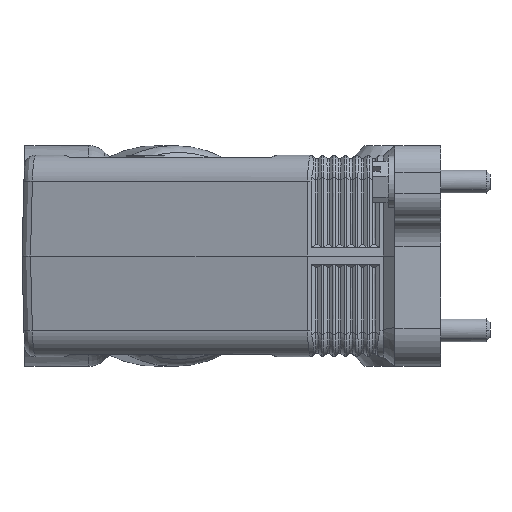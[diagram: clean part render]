
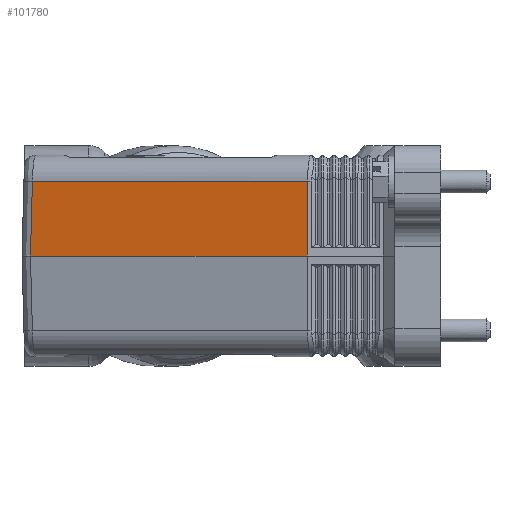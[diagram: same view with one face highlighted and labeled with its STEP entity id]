
A CAD part, left-side view. The second image highlights one B-rep face of the part: STEP entity #101780.
In plain terms, the highlighted planar face has unit normal (-0.966, 0.259, 0.026).
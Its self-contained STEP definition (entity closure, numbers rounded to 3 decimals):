
#101340=CARTESIAN_POINT('',(82.139,106.118,
-0.009));
#101350=DIRECTION('',(-0.966,0.259,
0.026));
#101360=DIRECTION('',(0.259,0.966,0.));
#101370=AXIS2_PLACEMENT_3D('',#101340,#101350,#101360);
#101380=PLANE('',#101370);
#101390=CARTESIAN_POINT('',(62.066,31.205,0.));
#101400=DIRECTION('',(-0.026,0.003,
-1.));
#101410=VECTOR('',#101400,1.);
#101420=LINE('',#101390,#101410);
#101430=CARTESIAN_POINT('',(61.9,31.226,
-6.317));
#101440=VERTEX_POINT('',#101430);
#101450=CARTESIAN_POINT('',(61.385,31.294,-26.));
#101460=VERTEX_POINT('',#101450);
#101470=EDGE_CURVE('',#101440,#101460,#101420,.T.);
#101480=ORIENTED_EDGE('',*,*,#101470,.F.);
#101490=CARTESIAN_POINT('',(53.,0.,-26.));
#101500=DIRECTION('',(-0.259,-0.966,0.));
#101510=VECTOR('',#101500,1.);
#101520=LINE('',#101490,#101510);
#101530=CARTESIAN_POINT('',(80.886,104.071,
-26.));
#101540=VERTEX_POINT('',#101530);
#101550=EDGE_CURVE('',#101540,#101460,#101520,.T.);
#101560=ORIENTED_EDGE('',*,*,#101550,.T.);
#101570=CARTESIAN_POINT('',(81.281,103.556,
-6.317));
#101580=CARTESIAN_POINT('',(81.279,103.559,
-6.438));
#101590=CARTESIAN_POINT('',(81.276,103.562,
-6.56));
#101600=CARTESIAN_POINT('',(81.147,103.731,
-12.999));
#101610=CARTESIAN_POINT('',(81.02,103.896,
-19.317));
#101620=CARTESIAN_POINT('',(80.89,104.065,
-25.757));
#101630=CARTESIAN_POINT('',(80.888,104.068,
-25.878));
#101640=CARTESIAN_POINT('',(80.886,104.071,
-26.));
#101650=B_SPLINE_CURVE_WITH_KNOTS('',3,(#101570,#101580,#101590,#101600,
#101610,#101620,#101630,#101640),.UNSPECIFIED.,.F.,.F.,(4,2,2,4),(0.,
0.365,19.329,19.694),.UNSPECIFIED.);
#101660=CARTESIAN_POINT('',(81.281,103.556,
-6.317));
#101670=VERTEX_POINT('',#101660);
#101680=EDGE_CURVE('',#101670,#101540,#101650,.T.);
#101690=ORIENTED_EDGE('',*,*,#101680,.T.);
#101700=CARTESIAN_POINT('',(54.019,1.811,
-6.317));
#101710=DIRECTION('',(0.259,0.966,0.));
#101720=VECTOR('',#101710,1.);
#101730=LINE('',#101700,#101720);
#101740=EDGE_CURVE('',#101440,#101670,#101730,.T.);
#101750=ORIENTED_EDGE('',*,*,#101740,.T.);
#101760=EDGE_LOOP('',(#101750,#101690,#101560,#101480));
#101770=FACE_OUTER_BOUND('',#101760,.T.);
#101780=ADVANCED_FACE('',(#101770),#101380,.T.);
